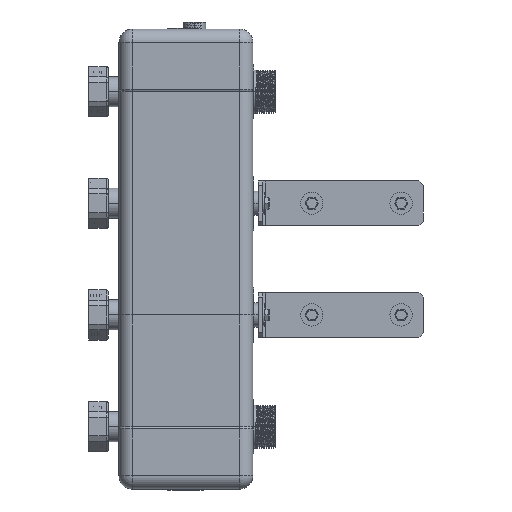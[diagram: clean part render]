
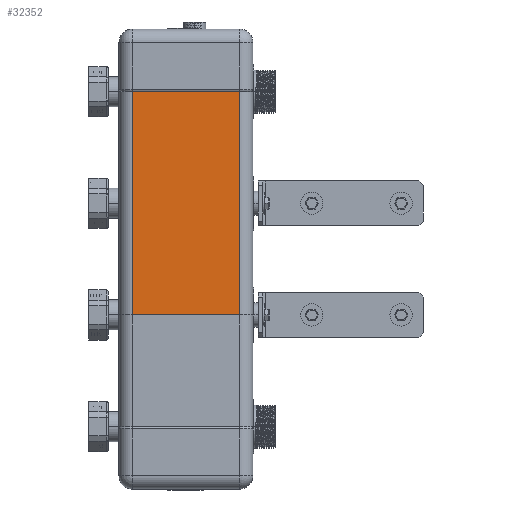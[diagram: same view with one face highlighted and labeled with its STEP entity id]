
A CAD part, left-side view. The second image highlights one B-rep face of the part: STEP entity #32352.
In plain terms, the highlighted face is planar.
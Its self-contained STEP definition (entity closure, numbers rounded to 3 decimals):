
#30052=DIRECTION('',(-1.,0.,0.));
#30053=VECTOR('',#30052,250.);
#30054=CARTESIAN_POINT('',(125.,-60.,-75.));
#30055=LINE('',#30054,#30053);
#30625=DIRECTION('',(1.,0.,0.));
#30626=VECTOR('',#30625,250.);
#30627=CARTESIAN_POINT('',(-125.,60.,-75.));
#30628=LINE('',#30627,#30626);
#30629=DIRECTION('',(0.,-1.,0.));
#30630=VECTOR('',#30629,120.);
#30631=CARTESIAN_POINT('',(-125.,60.,-75.));
#30632=LINE('',#30631,#30630);
#30633=DIRECTION('',(0.,1.,0.));
#30634=VECTOR('',#30633,120.);
#30635=CARTESIAN_POINT('',(125.,-60.,-75.));
#30636=LINE('',#30635,#30634);
#30802=CARTESIAN_POINT('',(-125.,-60.,-75.));
#30803=VERTEX_POINT('',#30802);
#30804=CARTESIAN_POINT('',(-125.,60.,-75.));
#30805=VERTEX_POINT('',#30804);
#30860=CARTESIAN_POINT('',(125.,60.,-75.));
#30861=VERTEX_POINT('',#30860);
#30862=CARTESIAN_POINT('',(125.,-60.,-75.));
#30863=VERTEX_POINT('',#30862);
#32341=CARTESIAN_POINT('',(0.,0.,-75.));
#32342=DIRECTION('',(0.,0.,-1.));
#32343=DIRECTION('',(0.,-1.,0.));
#32344=AXIS2_PLACEMENT_3D('',#32341,#32342,#32343);
#32345=PLANE('',#32344);
#32346=ORIENTED_EDGE('',*,*,#32336,.F.);
#32347=ORIENTED_EDGE('',*,*,#31565,.T.);
#32348=ORIENTED_EDGE('',*,*,#31629,.F.);
#32349=ORIENTED_EDGE('',*,*,#31665,.T.);
#32350=EDGE_LOOP('',(#32346,#32347,#32348,#32349));
#32351=FACE_OUTER_BOUND('',#32350,.F.);
#32352=ADVANCED_FACE('',(#32351),#32345,.T.);
#31565=EDGE_CURVE('',#30805,#30803,#30632,.T.);
#31629=EDGE_CURVE('',#30863,#30803,#30055,.T.);
#31665=EDGE_CURVE('',#30863,#30861,#30636,.T.);
#32336=EDGE_CURVE('',#30805,#30861,#30628,.T.);
